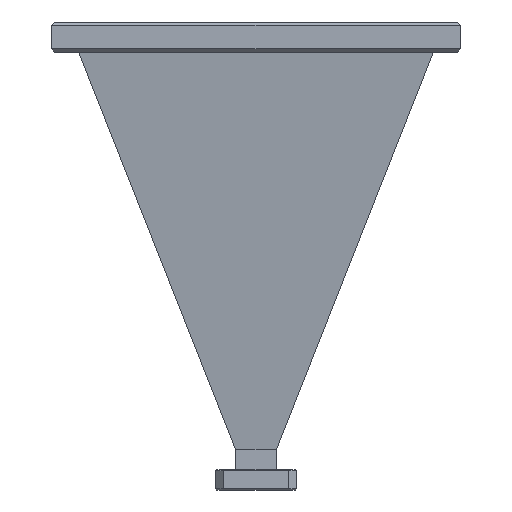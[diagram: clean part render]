
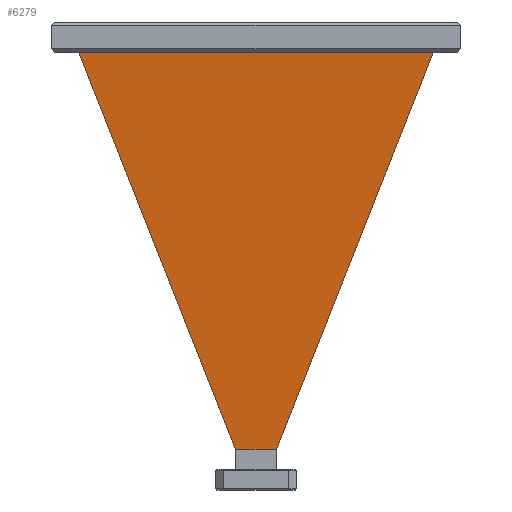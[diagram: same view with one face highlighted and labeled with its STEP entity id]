
A CAD part, front view. The second image highlights one B-rep face of the part: STEP entity #6279.
In plain terms, the highlighted planar face has unit normal (0, -0.996, -0.095).
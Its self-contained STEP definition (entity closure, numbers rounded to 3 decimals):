
#1023 = DIRECTION ( 'NONE',  ( 0.366, -0.088, 0.926 ) ) ;
#1284 = CARTESIAN_POINT ( 'NONE',  ( -4.826, -3.048, -88.205 ) ) ;
#1959 = DIRECTION ( 'NONE',  ( 1., 0., 0. ) ) ;
#2215 = EDGE_CURVE ( 'NONE', #8417, #7360, #4417, .T. ) ;
#2628 = EDGE_LOOP ( 'NONE', ( #15086, #2806, #4185, #4102 ) ) ;
#2701 = CARTESIAN_POINT ( 'NONE',  ( 0., -11.367, -1.086 ) ) ;
#2806 = ORIENTED_EDGE ( 'NONE', *, *, #8623, .F. ) ;
#3841 = CARTESIAN_POINT ( 'NONE',  ( -4.826, -3.048, -88.205 ) ) ;
#4102 = ORIENTED_EDGE ( 'NONE', *, *, #2215, .T. ) ;
#4185 = ORIENTED_EDGE ( 'NONE', *, *, #10729, .F. ) ;
#4188 = CARTESIAN_POINT ( 'NONE',  ( 0., -3.048, -88.205 ) ) ;
#4243 = EDGE_CURVE ( 'NONE', #7360, #11944, #15921, .T. ) ;
#4417 = LINE ( 'NONE', #4188, #9701 ) ;
#4703 = CARTESIAN_POINT ( 'NONE',  ( 4.826, -3.048, -88.205 ) ) ;
#5065 = DIRECTION ( 'NONE',  ( 0., -0.095, 0.995 ) ) ;
#5073 = VECTOR ( 'NONE', #11362, 1000. ) ;
#5991 = VECTOR ( 'NONE', #1023, 1000. ) ;
#6004 = DIRECTION ( 'NONE',  ( 1., 0., 0. ) ) ;
#6279 = ADVANCED_FACE ( 'NONE', ( #6458 ), #6304, .F. ) ;
#6304 = PLANE ( 'NONE',  #11447 ) ;
#6458 = FACE_OUTER_BOUND ( 'NONE', #2628, .T. ) ;
#7360 = VERTEX_POINT ( 'NONE', #14974 ) ;
#8417 = VERTEX_POINT ( 'NONE', #1284 ) ;
#8535 = CARTESIAN_POINT ( 'NONE',  ( -54.37, -12.004, 5.578 ) ) ;
#8623 = EDGE_CURVE ( 'NONE', #10024, #11944, #9763, .T. ) ;
#8983 = DIRECTION ( 'NONE',  ( 0., 0.995, 0.095 ) ) ;
#9701 = VECTOR ( 'NONE', #1959, 1000. ) ;
#9763 = LINE ( 'NONE', #8535, #11453 ) ;
#10024 = VERTEX_POINT ( 'NONE', #10737 ) ;
#10729 = EDGE_CURVE ( 'NONE', #8417, #10024, #15202, .T. ) ;
#10737 = CARTESIAN_POINT ( 'NONE',  ( -41.876, -12.004, 5.578 ) ) ;
#11362 = DIRECTION ( 'NONE',  ( -0.366, -0.088, 0.926 ) ) ;
#11447 = AXIS2_PLACEMENT_3D ( 'NONE', #2701, #8983, #5065 ) ;
#11453 = VECTOR ( 'NONE', #6004, 1000. ) ;
#11944 = VERTEX_POINT ( 'NONE', #13134 ) ;
#13134 = CARTESIAN_POINT ( 'NONE',  ( 41.876, -12.004, 5.578 ) ) ;
#14974 = CARTESIAN_POINT ( 'NONE',  ( 4.826, -3.048, -88.205 ) ) ;
#15086 = ORIENTED_EDGE ( 'NONE', *, *, #4243, .T. ) ;
#15202 = LINE ( 'NONE', #3841, #5073 ) ;
#15921 = LINE ( 'NONE', #4703, #5991 ) ;
